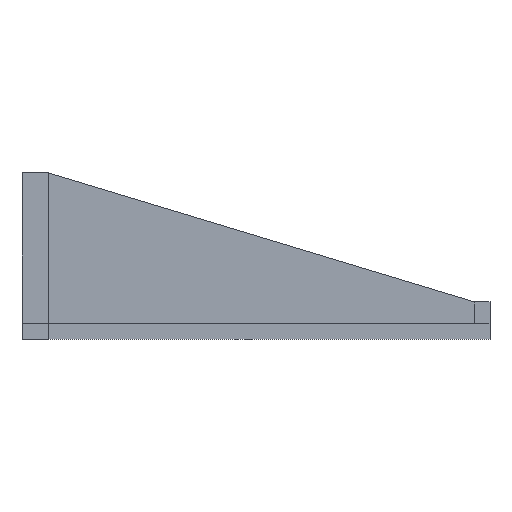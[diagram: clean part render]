
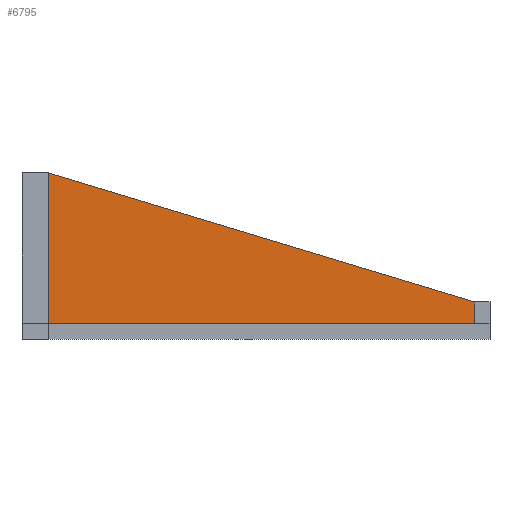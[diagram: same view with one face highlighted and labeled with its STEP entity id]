
A CAD part, front view. The second image highlights one B-rep face of the part: STEP entity #6795.
In plain terms, the highlighted planar face has unit normal (0, -1, 0).
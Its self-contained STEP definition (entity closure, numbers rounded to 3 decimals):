
#235=PLANE('',#7280);
#579=FACE_OUTER_BOUND('',#971,.T.);
#971=EDGE_LOOP('',(#5505,#5506,#5507,#5508,#5509,#5510));
#1637=LINE('',#10494,#2469);
#1640=LINE('',#10500,#2472);
#1642=LINE('',#10504,#2474);
#1643=LINE('',#10506,#2475);
#1644=LINE('',#10508,#2476);
#1645=LINE('',#10509,#2477);
#2469=VECTOR('',#8430,10.);
#2472=VECTOR('',#8435,10.);
#2474=VECTOR('',#8439,10.);
#2475=VECTOR('',#8440,10.);
#2476=VECTOR('',#8441,10.);
#2477=VECTOR('',#8442,10.);
#3255=VERTEX_POINT('',#10491);
#3256=VERTEX_POINT('',#10493);
#3258=VERTEX_POINT('',#10499);
#3259=VERTEX_POINT('',#10503);
#3260=VERTEX_POINT('',#10505);
#3261=VERTEX_POINT('',#10507);
#4053=EDGE_CURVE('',#3256,#3255,#1637,.T.);
#4056=EDGE_CURVE('',#3258,#3256,#1640,.T.);
#4058=EDGE_CURVE('',#3259,#3255,#1642,.T.);
#4059=EDGE_CURVE('',#3260,#3259,#1643,.T.);
#4060=EDGE_CURVE('',#3261,#3260,#1644,.T.);
#4061=EDGE_CURVE('',#3261,#3258,#1645,.T.);
#5505=ORIENTED_EDGE('',*,*,#4056,.T.);
#5506=ORIENTED_EDGE('',*,*,#4053,.T.);
#5507=ORIENTED_EDGE('',*,*,#4058,.F.);
#5508=ORIENTED_EDGE('',*,*,#4059,.F.);
#5509=ORIENTED_EDGE('',*,*,#4060,.F.);
#5510=ORIENTED_EDGE('',*,*,#4061,.T.);
#6795=ADVANCED_FACE('',(#579),#235,.T.);
#7280=AXIS2_PLACEMENT_3D('',#10502,#8437,#8438);
#8430=DIRECTION('',(-0.957,0.,0.29));
#8435=DIRECTION('',(-1.,0.,0.));
#8437=DIRECTION('center_axis',(0.,-1.,0.));
#8438=DIRECTION('ref_axis',(1.,0.,0.));
#8439=DIRECTION('',(1.,0.,0.));
#8440=DIRECTION('',(0.,0.,1.));
#8441=DIRECTION('',(-1.,0.,0.));
#8442=DIRECTION('',(0.,0.,1.));
#10491=CARTESIAN_POINT('',(-47.5,-31.85,38.));
#10493=CARTESIAN_POINT('',(50.,-31.85,8.5));
#10494=CARTESIAN_POINT('',(3.768,-31.85,22.488));
#10499=CARTESIAN_POINT('',(53.5,-31.85,8.5));
#10500=CARTESIAN_POINT('',(0.,-31.85,8.5));
#10502=CARTESIAN_POINT('Origin',(-53.5,-31.85,0.));
#10503=CARTESIAN_POINT('',(-53.5,-31.85,38.));
#10504=CARTESIAN_POINT('',(53.5,-31.85,38.));
#10505=CARTESIAN_POINT('',(-53.5,-31.85,0.));
#10506=CARTESIAN_POINT('',(-53.5,-31.85,0.));
#10507=CARTESIAN_POINT('',(53.5,-31.85,0.));
#10508=CARTESIAN_POINT('',(53.5,-31.85,0.));
#10509=CARTESIAN_POINT('',(53.5,-31.85,0.));
